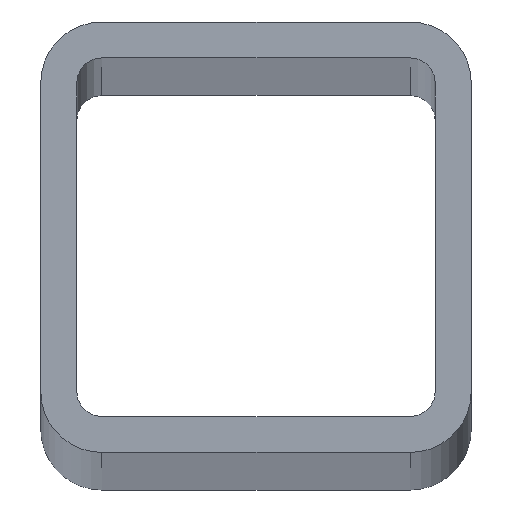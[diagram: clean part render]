
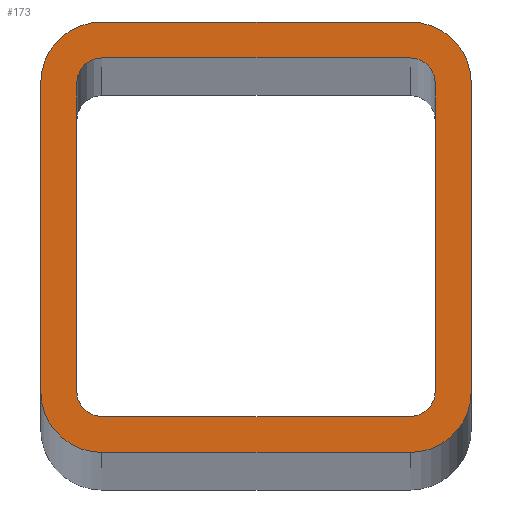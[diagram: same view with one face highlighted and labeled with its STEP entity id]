
A CAD part, top view. The second image highlights one B-rep face of the part: STEP entity #173.
In plain terms, the highlighted planar face has unit normal (0, 0, 1).
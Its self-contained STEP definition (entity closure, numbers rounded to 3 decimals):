
#1 = CARTESIAN_POINT ( 'NONE',  ( -30., -21.5, 3000. ) ) ;
#2 = DIRECTION ( 'NONE',  ( 0., 0., 1. ) ) ;
#7 = DIRECTION ( 'NONE',  ( 0., -1., 0. ) ) ;
#11 = ORIENTED_EDGE ( 'NONE', *, *, #47, .T. ) ;
#14 = ORIENTED_EDGE ( 'NONE', *, *, #104, .T. ) ;
#17 = VERTEX_POINT ( 'NONE', #395 ) ;
#22 = EDGE_CURVE ( 'NONE', #224, #511, #237, .T. ) ;
#24 = CARTESIAN_POINT ( 'NONE',  ( -21.5, 21.5, 3000. ) ) ;
#29 = VECTOR ( 'NONE', #616, 1000. ) ;
#41 = EDGE_CURVE ( 'NONE', #321, #136, #477, .T. ) ;
#42 = CARTESIAN_POINT ( 'NONE',  ( 30., 21.5, 3000. ) ) ;
#43 = ORIENTED_EDGE ( 'NONE', *, *, #552, .F. ) ;
#45 = CARTESIAN_POINT ( 'NONE',  ( -21.5, -30., 3000. ) ) ;
#47 = EDGE_CURVE ( 'NONE', #334, #410, #526, .T. ) ;
#48 = CIRCLE ( 'NONE', #208, 3.5 ) ;
#51 = ORIENTED_EDGE ( 'NONE', *, *, #441, .T. ) ;
#53 = CARTESIAN_POINT ( 'NONE',  ( -21.5, 21.5, 3000. ) ) ;
#54 = VERTEX_POINT ( 'NONE', #575 ) ;
#59 = DIRECTION ( 'NONE',  ( 0., 0., 1. ) ) ;
#64 = DIRECTION ( 'NONE',  ( 0., 0., 1. ) ) ;
#65 = DIRECTION ( 'NONE',  ( 1., 0., 0. ) ) ;
#67 = ORIENTED_EDGE ( 'NONE', *, *, #469, .F. ) ;
#69 = CARTESIAN_POINT ( 'NONE',  ( -21.5, 25., 3000. ) ) ;
#71 = VERTEX_POINT ( 'NONE', #101 ) ;
#74 = VERTEX_POINT ( 'NONE', #293 ) ;
#77 = EDGE_CURVE ( 'NONE', #604, #71, #48, .T. ) ;
#81 = ORIENTED_EDGE ( 'NONE', *, *, #41, .T. ) ;
#93 = CARTESIAN_POINT ( 'NONE',  ( -21.5, 25., 3000. ) ) ;
#94 = CARTESIAN_POINT ( 'NONE',  ( -30., 21.5, 3000. ) ) ;
#95 = CARTESIAN_POINT ( 'NONE',  ( 21.5, -30., 3000. ) ) ;
#99 = CIRCLE ( 'NONE', #532, 3.5 ) ;
#101 = CARTESIAN_POINT ( 'NONE',  ( 25., -21.5, 3000. ) ) ;
#104 = EDGE_CURVE ( 'NONE', #17, #334, #590, .T. ) ;
#106 = CARTESIAN_POINT ( 'NONE',  ( -21.5, -25., 3000. ) ) ;
#108 = AXIS2_PLACEMENT_3D ( 'NONE', #253, #218, #65 ) ;
#116 = DIRECTION ( 'NONE',  ( 0., 0., 1. ) ) ;
#123 = CARTESIAN_POINT ( 'NONE',  ( -25., 21.5, 3000. ) ) ;
#126 = CARTESIAN_POINT ( 'NONE',  ( -21.5, -25., 3000. ) ) ;
#136 = VERTEX_POINT ( 'NONE', #95 ) ;
#137 = DIRECTION ( 'NONE',  ( -1., 0., 0. ) ) ;
#138 = CIRCLE ( 'NONE', #551, 8.5 ) ;
#139 = EDGE_LOOP ( 'NONE', ( #518, #267, #426, #428, #297, #588, #67, #43 ) ) ;
#140 = CARTESIAN_POINT ( 'NONE',  ( 21.5, 21.5, 3000. ) ) ;
#152 = EDGE_CURVE ( 'NONE', #511, #219, #415, .T. ) ;
#157 = ORIENTED_EDGE ( 'NONE', *, *, #175, .T. ) ;
#161 = AXIS2_PLACEMENT_3D ( 'NONE', #445, #64, #542 ) ;
#170 = AXIS2_PLACEMENT_3D ( 'NONE', #500, #503, #539 ) ;
#173 = ADVANCED_FACE ( 'NONE', ( #459, #305 ), #496, .T. ) ;
#175 = EDGE_CURVE ( 'NONE', #136, #508, #541, .T. ) ;
#181 = VERTEX_POINT ( 'NONE', #264 ) ;
#192 = CARTESIAN_POINT ( 'NONE',  ( -21.5, -30., 3000. ) ) ;
#199 = AXIS2_PLACEMENT_3D ( 'NONE', #53, #2, #440 ) ;
#204 = CARTESIAN_POINT ( 'NONE',  ( -21.5, -21.5, 3000. ) ) ;
#207 = DIRECTION ( 'NONE',  ( -1., 0., 0. ) ) ;
#208 = AXIS2_PLACEMENT_3D ( 'NONE', #245, #486, #286 ) ;
#218 = DIRECTION ( 'NONE',  ( 0., 0., 1. ) ) ;
#219 = VERTEX_POINT ( 'NONE', #421 ) ;
#224 = VERTEX_POINT ( 'NONE', #465 ) ;
#232 = EDGE_CURVE ( 'NONE', #219, #181, #364, .T. ) ;
#237 = LINE ( 'NONE', #93, #348 ) ;
#244 = DIRECTION ( 'NONE',  ( 1., 0., 0. ) ) ;
#245 = CARTESIAN_POINT ( 'NONE',  ( 21.5, -21.5, 3000. ) ) ;
#253 = CARTESIAN_POINT ( 'NONE',  ( -21.5, 21.5, 3000. ) ) ;
#258 = VECTOR ( 'NONE', #328, 1000. ) ;
#264 = CARTESIAN_POINT ( 'NONE',  ( -25., -21.5, 3000. ) ) ;
#267 = ORIENTED_EDGE ( 'NONE', *, *, #152, .F. ) ;
#276 = VERTEX_POINT ( 'NONE', #369 ) ;
#279 = VECTOR ( 'NONE', #310, 1000. ) ;
#281 = VERTEX_POINT ( 'NONE', #126 ) ;
#282 = EDGE_CURVE ( 'NONE', #508, #276, #474, .T. ) ;
#286 = DIRECTION ( 'NONE',  ( 1., 0., 0. ) ) ;
#288 = VECTOR ( 'NONE', #613, 1000. ) ;
#293 = CARTESIAN_POINT ( 'NONE',  ( 25., 21.5, 3000. ) ) ;
#297 = ORIENTED_EDGE ( 'NONE', *, *, #319, .F. ) ;
#298 = LINE ( 'NONE', #106, #279 ) ;
#305 = FACE_BOUND ( 'NONE', #139, .T. ) ;
#310 = DIRECTION ( 'NONE',  ( 1., 0., 0. ) ) ;
#311 = VECTOR ( 'NONE', #399, 1000. ) ;
#315 = CARTESIAN_POINT ( 'NONE',  ( 21.5, -25., 3000. ) ) ;
#319 = EDGE_CURVE ( 'NONE', #71, #74, #336, .T. ) ;
#321 = VERTEX_POINT ( 'NONE', #192 ) ;
#325 = EDGE_CURVE ( 'NONE', #54, #17, #332, .T. ) ;
#328 = DIRECTION ( 'NONE',  ( 0., 1., 0. ) ) ;
#332 = LINE ( 'NONE', #578, #362 ) ;
#334 = VERTEX_POINT ( 'NONE', #94 ) ;
#336 = LINE ( 'NONE', #523, #29 ) ;
#348 = VECTOR ( 'NONE', #582, 1000. ) ;
#351 = ORIENTED_EDGE ( 'NONE', *, *, #325, .T. ) ;
#358 = EDGE_LOOP ( 'NONE', ( #14, #11, #464, #81, #157, #406, #51, #351 ) ) ;
#362 = VECTOR ( 'NONE', #137, 1000. ) ;
#364 = LINE ( 'NONE', #123, #288 ) ;
#369 = CARTESIAN_POINT ( 'NONE',  ( 30., 21.5, 3000. ) ) ;
#372 = AXIS2_PLACEMENT_3D ( 'NONE', #24, #116, #586 ) ;
#386 = CIRCLE ( 'NONE', #161, 3.5 ) ;
#395 = CARTESIAN_POINT ( 'NONE',  ( -21.5, 30., 3000. ) ) ;
#399 = DIRECTION ( 'NONE',  ( 1., 0., 0. ) ) ;
#406 = ORIENTED_EDGE ( 'NONE', *, *, #282, .T. ) ;
#410 = VERTEX_POINT ( 'NONE', #1 ) ;
#415 = CIRCLE ( 'NONE', #372, 3.5 ) ;
#421 = CARTESIAN_POINT ( 'NONE',  ( -25., 21.5, 3000. ) ) ;
#426 = ORIENTED_EDGE ( 'NONE', *, *, #22, .F. ) ;
#428 = ORIENTED_EDGE ( 'NONE', *, *, #558, .F. ) ;
#430 = CARTESIAN_POINT ( 'NONE',  ( -30., 21.5, 3000. ) ) ;
#440 = DIRECTION ( 'NONE',  ( 1., 0., 0. ) ) ;
#441 = EDGE_CURVE ( 'NONE', #276, #54, #472, .T. ) ;
#445 = CARTESIAN_POINT ( 'NONE',  ( 21.5, 21.5, 3000. ) ) ;
#459 = FACE_OUTER_BOUND ( 'NONE', #358, .T. ) ;
#464 = ORIENTED_EDGE ( 'NONE', *, *, #494, .T. ) ;
#465 = CARTESIAN_POINT ( 'NONE',  ( 21.5, 25., 3000. ) ) ;
#469 = EDGE_CURVE ( 'NONE', #281, #604, #298, .T. ) ;
#472 = CIRCLE ( 'NONE', #602, 8.5 ) ;
#474 = LINE ( 'NONE', #42, #258 ) ;
#477 = LINE ( 'NONE', #45, #311 ) ;
#486 = DIRECTION ( 'NONE',  ( 0., 0., 1. ) ) ;
#489 = DIRECTION ( 'NONE',  ( 0., 0., 1. ) ) ;
#494 = EDGE_CURVE ( 'NONE', #410, #321, #138, .T. ) ;
#496 = PLANE ( 'NONE',  #108 ) ;
#498 = DIRECTION ( 'NONE',  ( -1., 0., 0. ) ) ;
#500 = CARTESIAN_POINT ( 'NONE',  ( 21.5, -21.5, 3000. ) ) ;
#503 = DIRECTION ( 'NONE',  ( 0., 0., 1. ) ) ;
#508 = VERTEX_POINT ( 'NONE', #597 ) ;
#511 = VERTEX_POINT ( 'NONE', #69 ) ;
#518 = ORIENTED_EDGE ( 'NONE', *, *, #232, .F. ) ;
#523 = CARTESIAN_POINT ( 'NONE',  ( 25., 21.5, 3000. ) ) ;
#526 = LINE ( 'NONE', #430, #589 ) ;
#532 = AXIS2_PLACEMENT_3D ( 'NONE', #204, #59, #498 ) ;
#539 = DIRECTION ( 'NONE',  ( 1., 0., 0. ) ) ;
#541 = CIRCLE ( 'NONE', #170, 8.5 ) ;
#542 = DIRECTION ( 'NONE',  ( 1., 0., 0. ) ) ;
#545 = CARTESIAN_POINT ( 'NONE',  ( -21.5, -21.5, 3000. ) ) ;
#550 = DIRECTION ( 'NONE',  ( 0., 0., 1. ) ) ;
#551 = AXIS2_PLACEMENT_3D ( 'NONE', #545, #550, #207 ) ;
#552 = EDGE_CURVE ( 'NONE', #181, #281, #99, .T. ) ;
#558 = EDGE_CURVE ( 'NONE', #74, #224, #386, .T. ) ;
#575 = CARTESIAN_POINT ( 'NONE',  ( 21.5, 30., 3000. ) ) ;
#578 = CARTESIAN_POINT ( 'NONE',  ( -21.5, 30., 3000. ) ) ;
#582 = DIRECTION ( 'NONE',  ( -1., 0., 0. ) ) ;
#586 = DIRECTION ( 'NONE',  ( 1., 0., 0. ) ) ;
#588 = ORIENTED_EDGE ( 'NONE', *, *, #77, .F. ) ;
#589 = VECTOR ( 'NONE', #7, 1000. ) ;
#590 = CIRCLE ( 'NONE', #199, 8.5 ) ;
#597 = CARTESIAN_POINT ( 'NONE',  ( 30., -21.5, 3000. ) ) ;
#602 = AXIS2_PLACEMENT_3D ( 'NONE', #140, #489, #244 ) ;
#604 = VERTEX_POINT ( 'NONE', #315 ) ;
#613 = DIRECTION ( 'NONE',  ( 0., -1., 0. ) ) ;
#616 = DIRECTION ( 'NONE',  ( 0., 1., 0. ) ) ;
